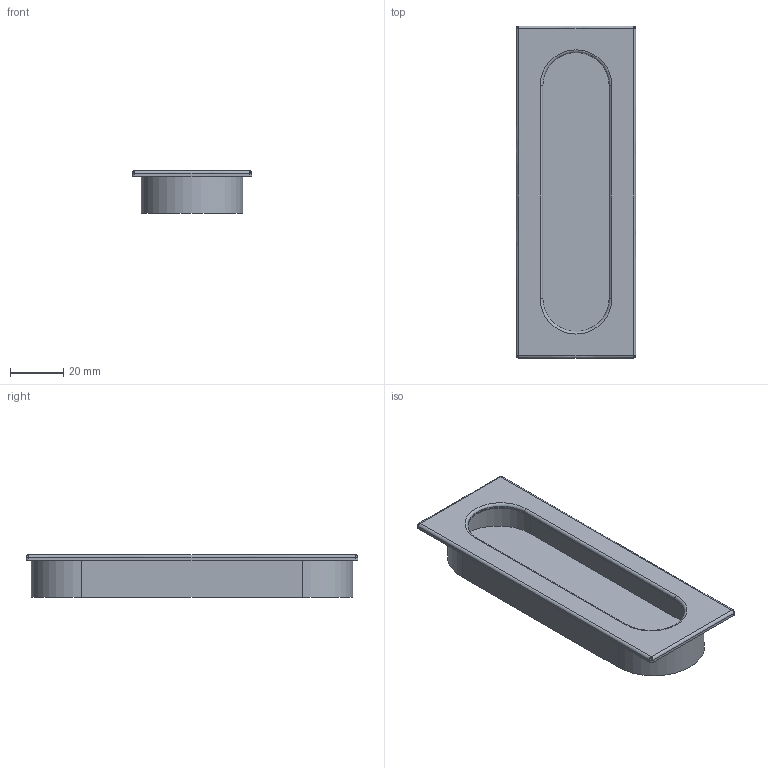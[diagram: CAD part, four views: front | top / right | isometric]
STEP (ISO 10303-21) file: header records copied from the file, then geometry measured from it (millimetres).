
FILE_DESCRIPTION(('Creo Elements/Direct Modeling STEP Export'),'2;1');
FILE_NAME('2155-125.stp','2017-09-06T14:55:15',(''),(''),'Creo Elements/Direct Modeling STEP processor for AP214 (Solid Model)','Creo Elements/Direct Modeling 20.0 12-Nov-2016 (C) Parametric Technology GmbH','');
FILE_SCHEMA(('AUTOMOTIVE_DESIGN { 1 0 10303 214 1 1 1 1 }'));
Length unit declared in the file: millimetre
Products named in the file (1): Muschelgriff
Bounding box: 45 x 125 x 16 mm (x, y, z)
Volume: 21476.7 mm3; surface area: 21921.4 mm2
Topology: 1 solids, 1 shells, 49 faces, 112 edges, 68 vertices
Faces by surface type: bspline 20, plane 15, cylinder 10, torus 4
Entity records: 2891 total; most frequent: CARTESIAN_POINT 1941, ORIENTED_EDGE 224, DIRECTION 138, EDGE_CURVE 112, VERTEX_POINT 68, AXIS2_PLACEMENT_3D 53, EDGE_LOOP 52, FACE_OUTER_BOUND 49
